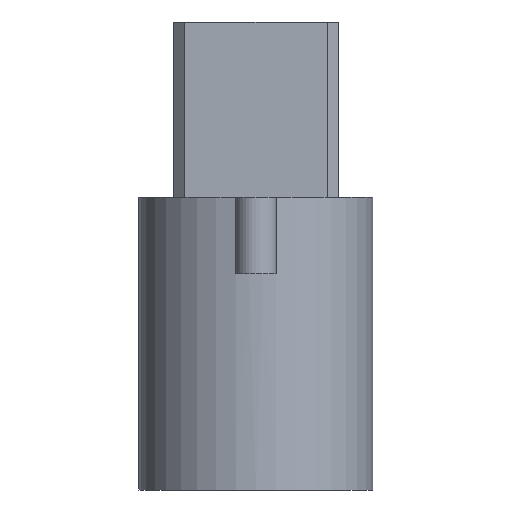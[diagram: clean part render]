
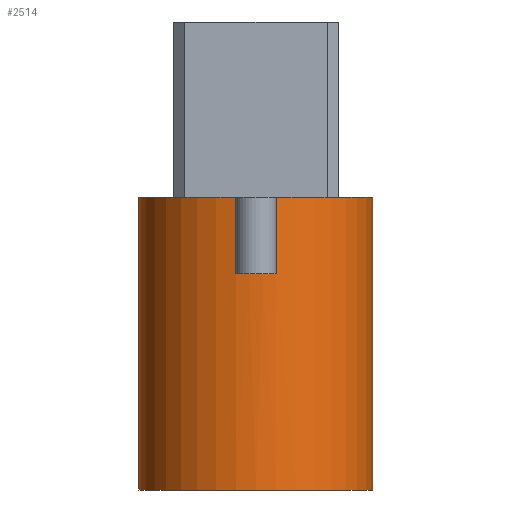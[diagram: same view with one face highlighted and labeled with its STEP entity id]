
A CAD part, front view. The second image highlights one B-rep face of the part: STEP entity #2514.
In plain terms, the highlighted cylindrical face has radius 20 mm (diameter 40 mm), a partial arc.
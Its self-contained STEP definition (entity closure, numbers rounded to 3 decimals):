
#52 = VERTEX_POINT ( 'NONE', #1211 ) ;
#92 = VERTEX_POINT ( 'NONE', #1759 ) ;
#102 = ORIENTED_EDGE ( 'NONE', *, *, #2730, .F. ) ;
#112 = LINE ( 'NONE', #1534, #2971 ) ;
#162 = EDGE_CURVE ( 'NONE', #667, #2074, #1651, .T. ) ;
#186 = CIRCLE ( 'NONE', #2053, 20. ) ;
#191 = DIRECTION ( 'NONE',  ( 0., 0., 1. ) ) ;
#253 = VERTEX_POINT ( 'NONE', #3209 ) ;
#268 = CARTESIAN_POINT ( 'NONE',  ( -20., 0., 50. ) ) ;
#352 = AXIS2_PLACEMENT_3D ( 'NONE', #2141, #2682, #1899 ) ;
#374 = CIRCLE ( 'NONE', #352, 20. ) ;
#392 = CARTESIAN_POINT ( 'NONE',  ( 0., 0., 0. ) ) ;
#448 = LINE ( 'NONE', #541, #2133 ) ;
#515 = LINE ( 'NONE', #1113, #827 ) ;
#541 = CARTESIAN_POINT ( 'NONE',  ( 20., 0., 50. ) ) ;
#626 = DIRECTION ( 'NONE',  ( 1., 0., 0. ) ) ;
#637 = CARTESIAN_POINT ( 'NONE',  ( 3.5, -19.691, 50. ) ) ;
#667 = VERTEX_POINT ( 'NONE', #637 ) ;
#732 = ORIENTED_EDGE ( 'NONE', *, *, #162, .F. ) ;
#766 = AXIS2_PLACEMENT_3D ( 'NONE', #1274, #1699, #2754 ) ;
#771 = CARTESIAN_POINT ( 'NONE',  ( -20., 0., 50. ) ) ;
#827 = VECTOR ( 'NONE', #877, 1000. ) ;
#877 = DIRECTION ( 'NONE',  ( 0., 0., 1. ) ) ;
#1040 = DIRECTION ( 'NONE',  ( 0., 0., 1. ) ) ;
#1060 = EDGE_CURVE ( 'NONE', #1387, #667, #112, .T. ) ;
#1076 = DIRECTION ( 'NONE',  ( 0., 0., -1. ) ) ;
#1113 = CARTESIAN_POINT ( 'NONE',  ( -3.5, -19.691, 37. ) ) ;
#1127 = CARTESIAN_POINT ( 'NONE',  ( -3.5, -19.691, 37. ) ) ;
#1143 = ORIENTED_EDGE ( 'NONE', *, *, #2732, .F. ) ;
#1211 = CARTESIAN_POINT ( 'NONE',  ( -20., 0., 0. ) ) ;
#1274 = CARTESIAN_POINT ( 'NONE',  ( 0., 0., 50. ) ) ;
#1278 = AXIS2_PLACEMENT_3D ( 'NONE', #2917, #2926, #3173 ) ;
#1387 = VERTEX_POINT ( 'NONE', #3118 ) ;
#1456 = ORIENTED_EDGE ( 'NONE', *, *, #1824, .T. ) ;
#1460 = EDGE_CURVE ( 'NONE', #2275, #1387, #3105, .T. ) ;
#1534 = CARTESIAN_POINT ( 'NONE',  ( 3.5, -19.691, 37. ) ) ;
#1639 = CARTESIAN_POINT ( 'NONE',  ( 20., 0., 50. ) ) ;
#1651 = CIRCLE ( 'NONE', #1915, 20. ) ;
#1699 = DIRECTION ( 'NONE',  ( 0., 0., -1. ) ) ;
#1759 = CARTESIAN_POINT ( 'NONE',  ( 20., 0., 0. ) ) ;
#1824 = EDGE_CURVE ( 'NONE', #52, #92, #186, .T. ) ;
#1899 = DIRECTION ( 'NONE',  ( 1., 0., 0. ) ) ;
#1915 = AXIS2_PLACEMENT_3D ( 'NONE', #3152, #1040, #2887 ) ;
#1990 = DIRECTION ( 'NONE',  ( 0., 0., 1. ) ) ;
#2000 = EDGE_CURVE ( 'NONE', #2594, #52, #2417, .T. ) ;
#2053 = AXIS2_PLACEMENT_3D ( 'NONE', #392, #1990, #626 ) ;
#2074 = VERTEX_POINT ( 'NONE', #1639 ) ;
#2133 = VECTOR ( 'NONE', #1076, 1000. ) ;
#2141 = CARTESIAN_POINT ( 'NONE',  ( 0., 0., 50. ) ) ;
#2275 = VERTEX_POINT ( 'NONE', #1127 ) ;
#2278 = EDGE_LOOP ( 'NONE', ( #102, #732, #2898, #2801, #2352, #1143, #3331, #1456 ) ) ;
#2352 = ORIENTED_EDGE ( 'NONE', *, *, #3326, .T. ) ;
#2417 = LINE ( 'NONE', #268, #2531 ) ;
#2514 = ADVANCED_FACE ( 'NONE', ( #2614 ), #2519, .T. ) ;
#2519 = CYLINDRICAL_SURFACE ( 'NONE', #766, 20. ) ;
#2531 = VECTOR ( 'NONE', #2633, 1000. ) ;
#2594 = VERTEX_POINT ( 'NONE', #771 ) ;
#2614 = FACE_OUTER_BOUND ( 'NONE', #2278, .T. ) ;
#2633 = DIRECTION ( 'NONE',  ( 0., 0., -1. ) ) ;
#2682 = DIRECTION ( 'NONE',  ( 0., 0., 1. ) ) ;
#2730 = EDGE_CURVE ( 'NONE', #2074, #92, #448, .T. ) ;
#2732 = EDGE_CURVE ( 'NONE', #2594, #253, #374, .T. ) ;
#2754 = DIRECTION ( 'NONE',  ( -1., 0., 0. ) ) ;
#2801 = ORIENTED_EDGE ( 'NONE', *, *, #1460, .F. ) ;
#2887 = DIRECTION ( 'NONE',  ( 1., 0., 0. ) ) ;
#2898 = ORIENTED_EDGE ( 'NONE', *, *, #1060, .F. ) ;
#2917 = CARTESIAN_POINT ( 'NONE',  ( 0., 0., 37. ) ) ;
#2926 = DIRECTION ( 'NONE',  ( 0., 0., 1. ) ) ;
#2971 = VECTOR ( 'NONE', #191, 1000. ) ;
#3105 = CIRCLE ( 'NONE', #1278, 20. ) ;
#3118 = CARTESIAN_POINT ( 'NONE',  ( 3.5, -19.691, 37. ) ) ;
#3152 = CARTESIAN_POINT ( 'NONE',  ( 0., 0., 50. ) ) ;
#3173 = DIRECTION ( 'NONE',  ( 1., 0., 0. ) ) ;
#3209 = CARTESIAN_POINT ( 'NONE',  ( -3.5, -19.691, 50. ) ) ;
#3326 = EDGE_CURVE ( 'NONE', #2275, #253, #515, .T. ) ;
#3331 = ORIENTED_EDGE ( 'NONE', *, *, #2000, .T. ) ;
